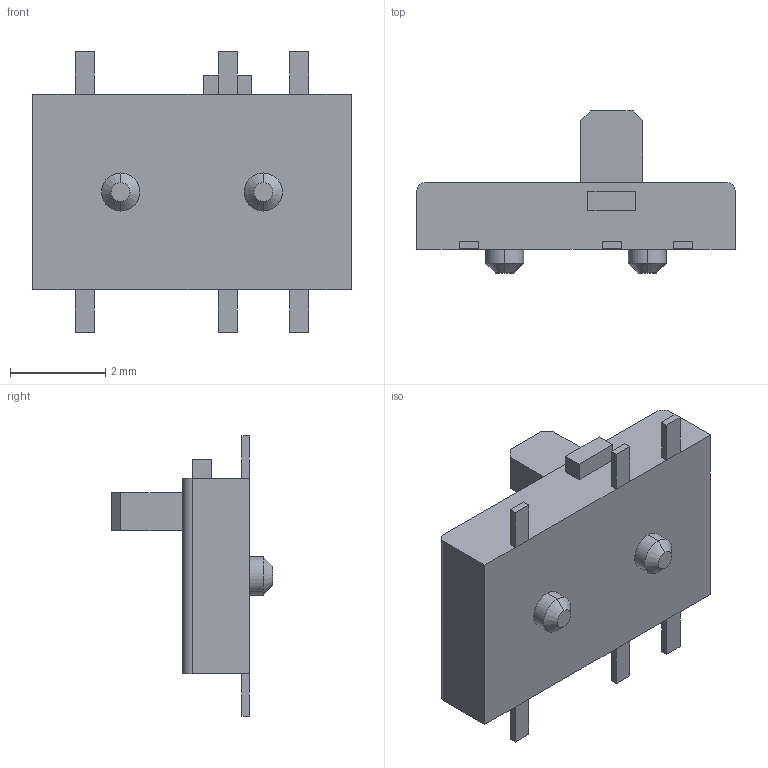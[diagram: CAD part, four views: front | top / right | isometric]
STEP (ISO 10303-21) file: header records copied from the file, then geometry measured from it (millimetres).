
FILE_DESCRIPTION(('FreeCAD Model'),'2;1');
FILE_NAME('tactile_SSSS820101_2.0x1.5mm.step','2020-07-19T04:39:35',( 'Author'),(''),'Open CASCADE STEP processor 7.3','FreeCAD','Unknown' );
FILE_SCHEMA(('AUTOMOTIVE_DESIGN { 1 0 10303 214 1 1 1 1 }'));
Length unit declared in the file: millimetre
Products named in the file (1): SSSS820101
Bounding box: 6.7 x 3.4 x 5.9 mm (x, y, z)
Volume: 40.8 mm3; surface area: 99.4 mm2
Topology: 1 solids, 1 shells, 60 faces, 146 edges, 92 vertices
Faces by surface type: plane 50, cylinder 6, cone 4
Entity records: 4070 total; most frequent: CARTESIAN_POINT 627, DIRECTION 570, LINE 410, VECTOR 410, ORIENTED_EDGE 292, PCURVE 292, DEFINITIONAL_REPRESENTATION 292, EDGE_CURVE 146
